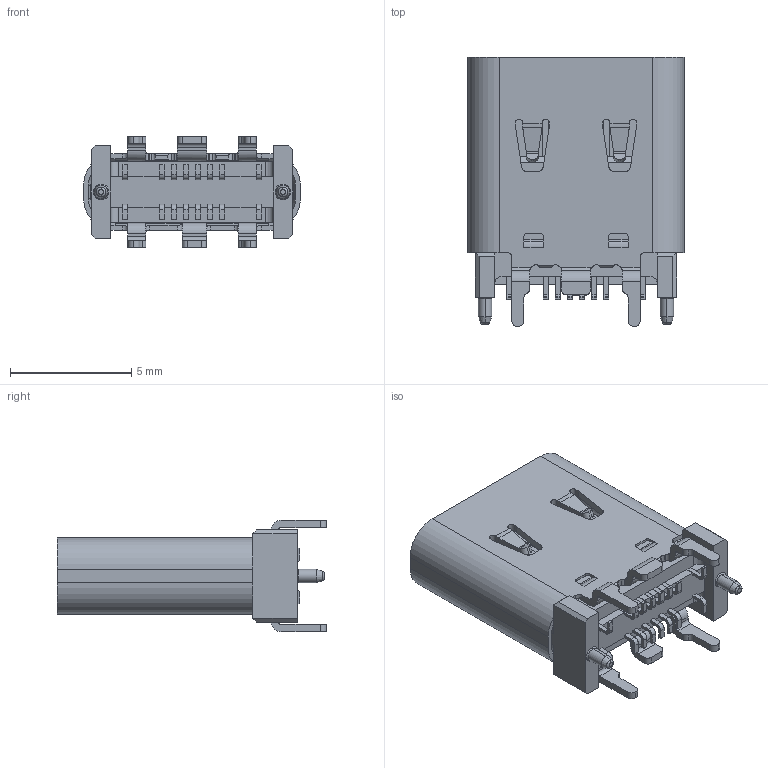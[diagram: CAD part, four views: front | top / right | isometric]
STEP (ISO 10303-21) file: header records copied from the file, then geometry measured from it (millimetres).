
FILE_DESCRIPTION(('STEP AP242'),'1');
FILE_NAME('usb4220-03-1000-c.stp','2024-10-07T07:10:27',('TraceParts'),('TraceParts S.A.'),'Spatial InterOp 3D',' ',' ');
FILE_SCHEMA(('AP242_MANAGED_MODEL_BASED_3D_ENGINEERING_MIM_LF {1 0 10303 442 1 1 4}'));
Length unit declared in the file: millimetre
Products named in the file (1): usb4220-03-1000-c_1
Bounding box: 8.94 x 11.1 x 4.6 mm (x, y, z)
Volume: 151.6 mm3; surface area: 620.6 mm2
Topology: 2 solids, 2 shells, 944 faces, 2663 edges, 1738 vertices
Faces by surface type: plane 631, cylinder 271, cone 24, torus 16, bspline 2
Entity records: 32628 total; most frequent: CARTESIAN_POINT 5954, ORIENTED_EDGE 5326, DIRECTION 4936, EDGE_CURVE 2663, LINE 2002, VECTOR 2002, VERTEX_POINT 1738, AXIS2_PLACEMENT_3D 1467
